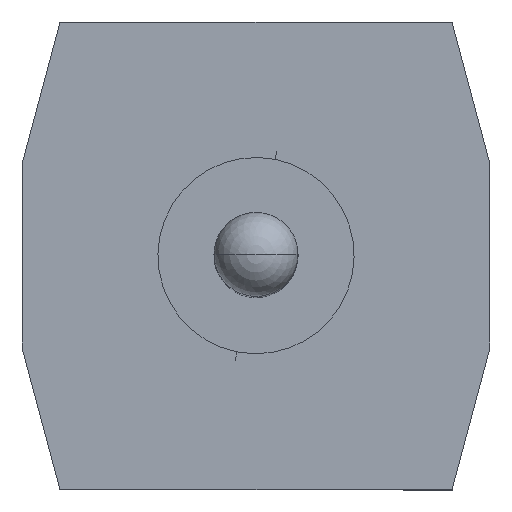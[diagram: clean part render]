
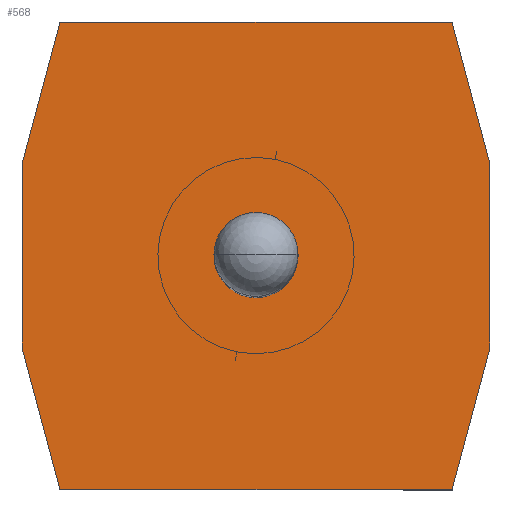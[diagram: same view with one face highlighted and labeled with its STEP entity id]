
A CAD part, top view. The second image highlights one B-rep face of the part: STEP entity #568.
In plain terms, the highlighted planar face has unit normal (0, 0, 1).
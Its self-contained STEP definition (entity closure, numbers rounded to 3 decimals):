
#294=CARTESIAN_POINT('',(1.066,1.27,3.937));
#295=VERTEX_POINT('',#294);
#296=CARTESIAN_POINT('',(1.27,0.508,3.937));
#297=VERTEX_POINT('',#296);
#298=CARTESIAN_POINT('',(1.066,1.27,3.937));
#299=DIRECTION('',(0.259,-0.966,0.0));
#300=VECTOR('',#299,0.789);
#301=LINE('',#298,#300);
#302=EDGE_CURVE('',#295,#297,#301,.T.);
#334=CARTESIAN_POINT('',(1.27,-0.508,3.937));
#335=VERTEX_POINT('',#334);
#336=CARTESIAN_POINT('',(1.27,0.508,3.937));
#337=DIRECTION('',(0.0,-1.0,0.0));
#338=VECTOR('',#337,1.016);
#339=LINE('',#336,#338);
#340=EDGE_CURVE('',#297,#335,#339,.T.);
#365=CARTESIAN_POINT('',(1.066,-1.27,3.937));
#366=VERTEX_POINT('',#365);
#367=CARTESIAN_POINT('',(1.27,-0.508,3.937));
#368=DIRECTION('',(-0.259,-0.966,0.0));
#369=VECTOR('',#368,0.789);
#370=LINE('',#367,#369);
#371=EDGE_CURVE('',#335,#366,#370,.T.);
#396=CARTESIAN_POINT('',(-1.066,-1.27,3.937));
#397=VERTEX_POINT('',#396);
#398=CARTESIAN_POINT('',(1.066,-1.27,3.937));
#399=DIRECTION('',(-1.0,0.0,0.0));
#400=VECTOR('',#399,2.132);
#401=LINE('',#398,#400);
#402=EDGE_CURVE('',#366,#397,#401,.T.);
#427=CARTESIAN_POINT('',(-1.27,-0.508,3.937));
#428=VERTEX_POINT('',#427);
#429=CARTESIAN_POINT('',(-1.066,-1.27,3.937));
#430=DIRECTION('',(-0.259,0.966,0.0));
#431=VECTOR('',#430,0.789);
#432=LINE('',#429,#431);
#433=EDGE_CURVE('',#397,#428,#432,.T.);
#458=CARTESIAN_POINT('',(-1.27,0.508,3.937));
#459=VERTEX_POINT('',#458);
#460=CARTESIAN_POINT('',(-1.27,-0.508,3.937));
#461=DIRECTION('',(0.0,1.0,0.0));
#462=VECTOR('',#461,1.016);
#463=LINE('',#460,#462);
#464=EDGE_CURVE('',#428,#459,#463,.T.);
#489=CARTESIAN_POINT('',(-1.066,1.27,3.937));
#490=VERTEX_POINT('',#489);
#491=CARTESIAN_POINT('',(-1.27,0.508,3.937));
#492=DIRECTION('',(0.259,0.966,0.0));
#493=VECTOR('',#492,0.789);
#494=LINE('',#491,#493);
#495=EDGE_CURVE('',#459,#490,#494,.T.);
#520=CARTESIAN_POINT('',(-1.066,1.27,3.937));
#521=DIRECTION('',(1.0,0.0,0.0));
#522=VECTOR('',#521,2.132);
#523=LINE('',#520,#522);
#524=EDGE_CURVE('',#490,#295,#523,.T.);
#553=CARTESIAN_POINT('',(0.,0.,3.937));
#554=DIRECTION('',(0.0,0.0,-1.0));
#555=DIRECTION('',(-1.0,0.0,0.0));
#556=AXIS2_PLACEMENT_3D('',#553,#554,#555);
#557=PLANE('',#556);
#558=ORIENTED_EDGE('',*,*,#302,.F.);
#559=ORIENTED_EDGE('',*,*,#524,.F.);
#560=ORIENTED_EDGE('',*,*,#495,.F.);
#561=ORIENTED_EDGE('',*,*,#464,.F.);
#562=ORIENTED_EDGE('',*,*,#433,.F.);
#563=ORIENTED_EDGE('',*,*,#402,.F.);
#564=ORIENTED_EDGE('',*,*,#371,.F.);
#565=ORIENTED_EDGE('',*,*,#340,.F.);
#566=EDGE_LOOP('',(#558,#559,#560,#561,#562,#563,#564,#565));
#567=FACE_OUTER_BOUND('',#566,.T.);
#568=ADVANCED_FACE('',(#567),#557,.F.);
